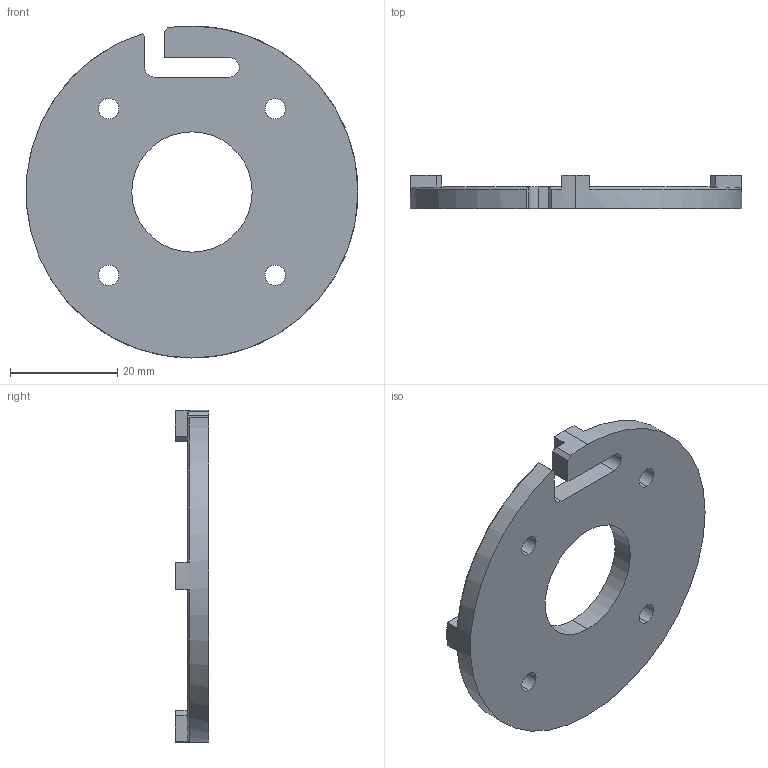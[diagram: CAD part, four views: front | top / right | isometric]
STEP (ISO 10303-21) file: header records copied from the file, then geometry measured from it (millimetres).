
FILE_DESCRIPTION (( 'STEP AP214' ), '1' );
FILE_NAME ('FF_MotorPlate.STEP', '2022-11-20T21:14:05', ( '' ), ( '' ), 'SwSTEP 2.0', 'SolidWorks 2020', '' );
FILE_SCHEMA (( 'AUTOMOTIVE_DESIGN' ));
Length unit declared in the file: millimetre
Products named in the file (1): FF_MotorPlate
Bounding box: 61.79 x 6.2 x 61.8 mm (x, y, z)
Volume: 10170.6 mm3; surface area: 6532.1 mm2
Topology: 1 solids, 1 shells, 51 faces, 147 edges, 98 vertices
Faces by surface type: plane 32, cylinder 15, cone 4
Entity records: 1745 total; most frequent: CARTESIAN_POINT 321, ORIENTED_EDGE 294, DIRECTION 285, EDGE_CURVE 147, VERTEX_POINT 98, VECTOR 97, LINE 97, AXIS2_PLACEMENT_3D 94
